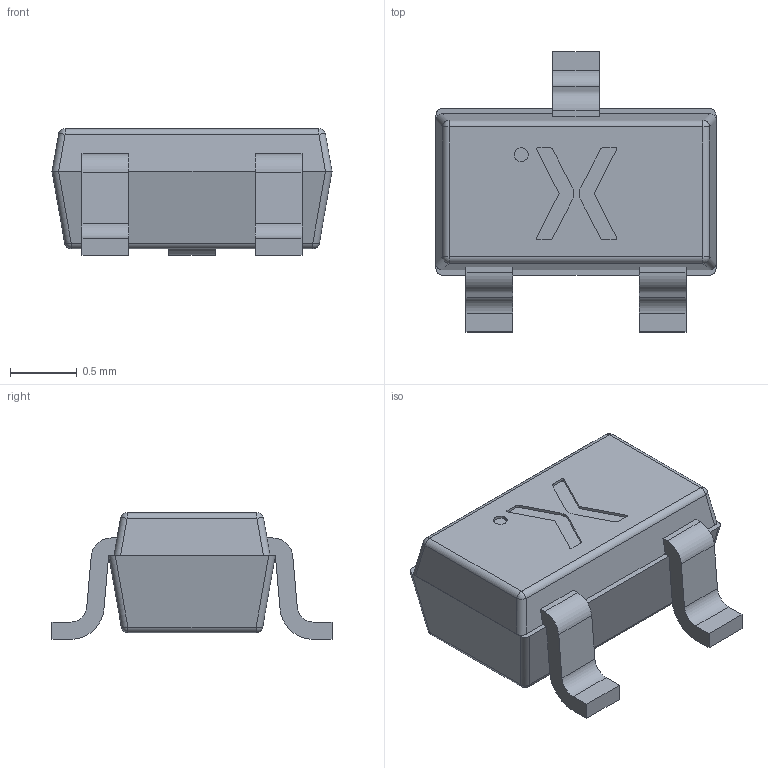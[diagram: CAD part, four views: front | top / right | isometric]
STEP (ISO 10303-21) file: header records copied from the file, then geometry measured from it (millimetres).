
FILE_DESCRIPTION(('FreeCAD Model'),'2;1');
FILE_NAME('Open CASCADE Shape Model','2025-02-25T14:11:31',(''),(''), 'Open CASCADE STEP processor 7.8','FreeCAD','Unknown');
FILE_SCHEMA(('AUTOMOTIVE_DESIGN { 1 0 10303 214 1 1 1 1 }'));
Length unit declared in the file: millimetre
Products named in the file (4): SOT323 step; Upper body; lower body; Lead002
Assembly tree (5 placements, depth 2):
  SOT323 step
    Upper body
    lower body
    Lead002  x3
Bounding box: 2.1 x 2.1 x 0.95 mm (x, y, z)
Volume: 2.2 mm3; surface area: 17.9 mm2
Topology: 5 solids, 5 shells, 117 faces, 295 edges, 184 vertices
Faces by surface type: plane 69, cylinder 40, sphere 8
Entity records: 2835 total; most frequent: CARTESIAN_POINT 483, DIRECTION 468, ORIENTED_EDGE 444, EDGE_CURVE 222, AXIS2_PLACEMENT_3D 157, LINE 154, VECTOR 154, VERTEX_POINT 140
